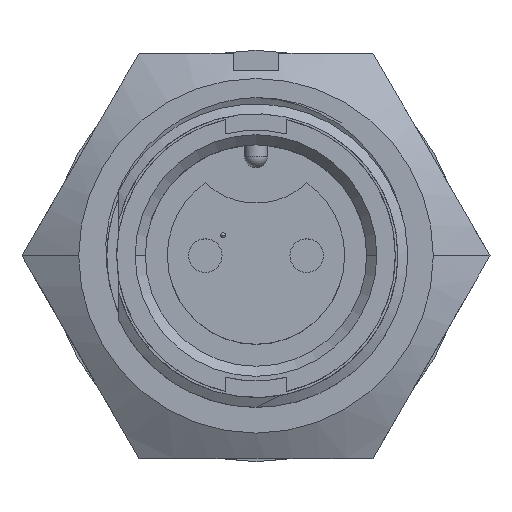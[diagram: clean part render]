
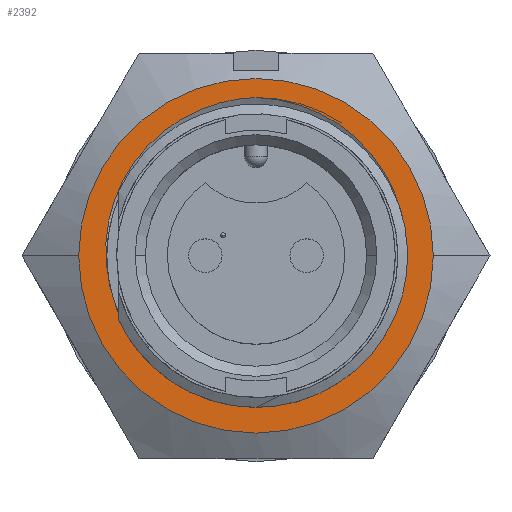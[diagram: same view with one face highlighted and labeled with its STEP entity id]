
A CAD part, top view. The second image highlights one B-rep face of the part: STEP entity #2392.
In plain terms, the highlighted planar face has unit normal (0, 0, 1).
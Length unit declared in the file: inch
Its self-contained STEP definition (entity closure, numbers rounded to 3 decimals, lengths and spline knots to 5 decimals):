
#560 = CARTESIAN_POINT ( 'NONE',  ( 0.27742, 0.11786, -0.321 ) ) ;
#752 = CARTESIAN_POINT ( 'NONE',  ( -0.2943, 0.05346, -0.321 ) ) ;
#794 = CARTESIAN_POINT ( 'NONE',  ( 0., 0.3125, -0.321 ) ) ;
#906 = ORIENTED_EDGE ( 'NONE', *, *, #9999, .F. ) ;
#1091 = FACE_BOUND ( 'NONE', #7791, .T. ) ;
#1389 = CARTESIAN_POINT ( 'NONE',  ( 0.2943, 0.05334, -0.321 ) ) ;
#1562 = CARTESIAN_POINT ( 'NONE',  ( -0.28876, -0.05788, -0.321 ) ) ;
#1602 = CARTESIAN_POINT ( 'NONE',  ( -0.27717, 0.11846, -0.321 ) ) ;
#1870 = CIRCLE ( 'NONE', #8953, 0.2945 ) ;
#2226 = CARTESIAN_POINT ( 'NONE',  ( 0.0558, 0.30585, -0.321 ) ) ;
#2259 = CARTESIAN_POINT ( 'NONE',  ( 0.29654, -0.01383, -0.321 ) ) ;
#2392 = ADVANCED_FACE ( 'NONE', ( #1091, #5083 ), #9307, .F. ) ;
#2476 = CARTESIAN_POINT ( 'NONE',  ( -0.24611, 0.178, -0.321 ) ) ;
#2696 = EDGE_LOOP ( 'NONE', ( #906, #8061 ) ) ;
#3099 = CARTESIAN_POINT ( 'NONE',  ( 0.1092, 0.28976, -0.321 ) ) ;
#3137 = CARTESIAN_POINT ( 'NONE',  ( 0.28876, -0.05788, -0.321 ) ) ;
#3350 = CARTESIAN_POINT ( 'NONE',  ( -0.20298, 0.22885, -0.321 ) ) ;
#3814 = CARTESIAN_POINT ( 'NONE',  ( -0.28876, -0.05788, -0.321 ) ) ;
#3821 = CARTESIAN_POINT ( 'NONE',  ( 0., 0.3125, -0.321 ) ) ;
#3953 = CARTESIAN_POINT ( 'NONE',  ( 0.16807, 0.25734, -0.321 ) ) ;
#4052 = CARTESIAN_POINT ( 'NONE',  ( 0., 0., -0.321 ) ) ;
#4068 = VERTEX_POINT ( 'NONE', #3814 ) ;
#4147 = CARTESIAN_POINT ( 'NONE',  ( -0.29136, -0.04691, -0.321 ) ) ;
#4174 = EDGE_CURVE ( 'NONE', #7817, #8334, #9313, .T. ) ;
#4183 = CARTESIAN_POINT ( 'NONE',  ( -0.14941, 0.26946, -0.321 ) ) ;
#4404 = ORIENTED_EDGE ( 'NONE', *, *, #4464, .F. ) ;
#4464 = EDGE_CURVE ( 'NONE', #4068, #8334, #1870, .T. ) ;
#4484 = CARTESIAN_POINT ( 'NONE',  ( 0.35, 0., -0.321 ) ) ;
#4570 = DIRECTION ( 'NONE',  ( 0., 0., -1. ) ) ;
#4589 = CARTESIAN_POINT ( 'NONE',  ( 0., 0., -0.321 ) ) ;
#4787 = CARTESIAN_POINT ( 'NONE',  ( 0.21849, 0.2131, -0.321 ) ) ;
#4888 = DIRECTION ( 'NONE',  ( 1., 0., 0. ) ) ;
#4999 = CARTESIAN_POINT ( 'NONE',  ( -0.29594, -0.01351, -0.321 ) ) ;
#5004 = AXIS2_PLACEMENT_3D ( 'NONE', #9631, #4570, #10499 ) ;
#5033 = CARTESIAN_POINT ( 'NONE',  ( -0.0885, 0.29751, -0.321 ) ) ;
#5080 = CIRCLE ( 'NONE', #9939, 0.35 ) ;
#5083 = FACE_OUTER_BOUND ( 'NONE', #2696, .T. ) ;
#5433 = DIRECTION ( 'NONE',  ( -1., 0., 0. ) ) ;
#5600 = CARTESIAN_POINT ( 'NONE',  ( 0.01126, 0.31215, -0.321 ) ) ;
#5636 = CARTESIAN_POINT ( 'NONE',  ( 0.25816, 0.15857, -0.321 ) ) ;
#5657 = EDGE_CURVE ( 'NONE', #9942, #9680, #5080, .T. ) ;
#5849 = CARTESIAN_POINT ( 'NONE',  ( -0.2967, 0.03127, -0.321 ) ) ;
#5888 = CARTESIAN_POINT ( 'NONE',  ( -0.02252, 0.3118, -0.321 ) ) ;
#6447 = CARTESIAN_POINT ( 'NONE',  ( 0., 0.3125, -0.321 ) ) ;
#6473 = CARTESIAN_POINT ( 'NONE',  ( 0.28463, 0.09675, -0.321 ) ) ;
#6670 = CARTESIAN_POINT ( 'NONE',  ( -0.28445, 0.09743, -0.321 ) ) ;
#6864 = ORIENTED_EDGE ( 'NONE', *, *, #10578, .T. ) ;
#7283 = CARTESIAN_POINT ( 'NONE',  ( 0.04473, 0.30804, -0.321 ) ) ;
#7320 = CARTESIAN_POINT ( 'NONE',  ( 0.29673, 0.03074, -0.321 ) ) ;
#7491 = CARTESIAN_POINT ( 'NONE',  ( 0.28876, -0.05788, -0.321 ) ) ;
#7526 = CARTESIAN_POINT ( 'NONE',  ( -0.25809, 0.15867, -0.321 ) ) ;
#7702 = CARTESIAN_POINT ( 'NONE',  ( -0.35, 0., -0.321 ) ) ;
#7791 = EDGE_LOOP ( 'NONE', ( #6864, #10310, #4404 ) ) ;
#7817 = VERTEX_POINT ( 'NONE', #3821 ) ;
#8061 = ORIENTED_EDGE ( 'NONE', *, *, #5657, .F. ) ;
#8132 = CARTESIAN_POINT ( 'NONE',  ( 0.08828, 0.29757, -0.321 ) ) ;
#8159 = CARTESIAN_POINT ( 'NONE',  ( 0.29395, -0.03594, -0.321 ) ) ;
#8334 = VERTEX_POINT ( 'NONE', #7491 ) ;
#8371 = CARTESIAN_POINT ( 'NONE',  ( -0.21858, 0.21298, -0.321 ) ) ;
#8503 = AXIS2_PLACEMENT_3D ( 'NONE', #9185, #9140, #9118 ) ;
#8953 = AXIS2_PLACEMENT_3D ( 'NONE', #4052, #9969, #4888 ) ;
#8976 = CARTESIAN_POINT ( 'NONE',  ( 0.14943, 0.26947, -0.321 ) ) ;
#9118 = DIRECTION ( 'NONE',  ( -1., 0., 0. ) ) ;
#9140 = DIRECTION ( 'NONE',  ( 0., 0., -1. ) ) ;
#9185 = CARTESIAN_POINT ( 'NONE',  ( -0.23094, -0.4, -0.321 ) ) ;
#9220 = CARTESIAN_POINT ( 'NONE',  ( -0.16811, 0.25734, -0.321 ) ) ;
#9223 = CIRCLE ( 'NONE', #5004, 0.35 ) ;
#9307 = PLANE ( 'NONE',  #8503 ) ;
#9313 = B_SPLINE_CURVE_WITH_KNOTS ( 'NONE', 3,
 ( #6447, #5600, #10671, #7283, #2226, #8132, #3099, #8976, #3953, #9853, #4787, #10703, #5636, #560, #6473, #1389, #7320, #2259, #8159, #3137 ),
 .UNSPECIFIED., .F., .F.,
 ( 4, 2, 2, 2, 2, 2, 2, 2, 2, 4 ),
 ( 0., 0.00086, 0.00171, 0.00343, 0.00514, 0.00685, 0.00856, 0.01028, 0.01199, 0.0137 ),
 .UNSPECIFIED. ) ;
#9631 = CARTESIAN_POINT ( 'NONE',  ( 0., 0., -0.321 ) ) ;
#9680 = VERTEX_POINT ( 'NONE', #7702 ) ;
#9853 = CARTESIAN_POINT ( 'NONE',  ( 0.20255, 0.22923, -0.321 ) ) ;
#9875 = B_SPLINE_CURVE_WITH_KNOTS ( 'NONE', 3,
 ( #1562, #4147, #10070, #4999, #10916, #5849, #752, #6670, #1602, #7526, #2476, #8371, #3350, #9220, #4183, #10113, #5033, #10947, #5888, #794 ),
 .UNSPECIFIED., .F., .F.,
 ( 4, 2, 2, 2, 2, 2, 2, 2, 2, 4 ),
 ( 0., 0.00086, 0.00171, 0.00343, 0.00514, 0.00685, 0.00856, 0.01028, 0.01199, 0.0137 ),
 .UNSPECIFIED. ) ;
#9939 = AXIS2_PLACEMENT_3D ( 'NONE', #4589, #10521, #5433 ) ;
#9942 = VERTEX_POINT ( 'NONE', #4484 ) ;
#9969 = DIRECTION ( 'NONE',  ( 0., 0., 1. ) ) ;
#9999 = EDGE_CURVE ( 'NONE', #9680, #9942, #9223, .T. ) ;
#10070 = CARTESIAN_POINT ( 'NONE',  ( -0.29331, -0.03584, -0.321 ) ) ;
#10113 = CARTESIAN_POINT ( 'NONE',  ( -0.10971, 0.28953, -0.321 ) ) ;
#10310 = ORIENTED_EDGE ( 'NONE', *, *, #4174, .T. ) ;
#10499 = DIRECTION ( 'NONE',  ( -1., 0., 0. ) ) ;
#10521 = DIRECTION ( 'NONE',  ( 0., 0., -1. ) ) ;
#10578 = EDGE_CURVE ( 'NONE', #4068, #7817, #9875, .T. ) ;
#10671 = CARTESIAN_POINT ( 'NONE',  ( 0.02246, 0.31119, -0.321 ) ) ;
#10703 = CARTESIAN_POINT ( 'NONE',  ( 0.24626, 0.1778, -0.321 ) ) ;
#10916 = CARTESIAN_POINT ( 'NONE',  ( -0.2966, -0.00224, -0.321 ) ) ;
#10947 = CARTESIAN_POINT ( 'NONE',  ( -0.04496, 0.30862, -0.321 ) ) ;
